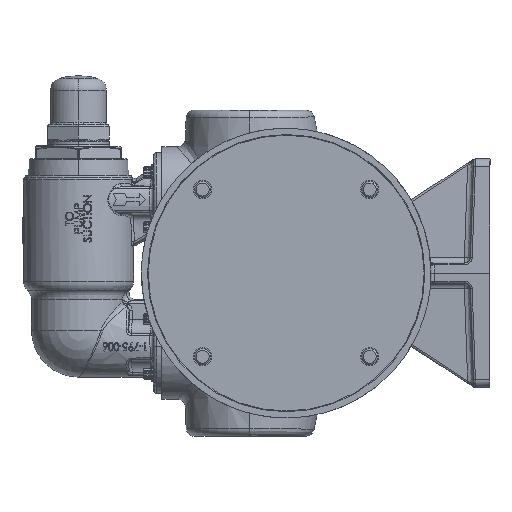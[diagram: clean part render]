
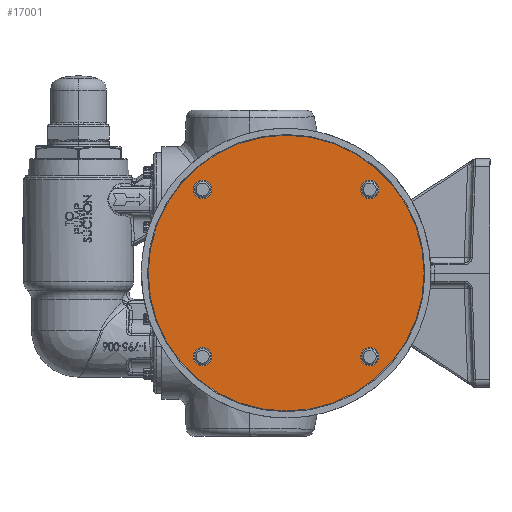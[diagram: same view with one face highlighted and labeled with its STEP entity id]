
A CAD part, left-side view. The second image highlights one B-rep face of the part: STEP entity #17001.
In plain terms, the highlighted planar face has unit normal (-1, 0, 0).
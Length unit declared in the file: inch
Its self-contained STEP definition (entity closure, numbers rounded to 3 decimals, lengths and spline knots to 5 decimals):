
#1043 = FACE_OUTER_BOUND ( 'NONE', #9739, .T. ) ;
#1621 = VERTEX_POINT ( 'NONE', #121910 ) ;
#1983 = CARTESIAN_POINT ( 'NONE',  ( -18.88, -2.56326, 2.28201 ) ) ;
#5759 = CARTESIAN_POINT ( 'NONE',  ( -18.88, 2.56326, 2.28201 ) ) ;
#7348 = AXIS2_PLACEMENT_3D ( 'NONE', #117964, #28109, #133059 ) ;
#9070 = EDGE_CURVE ( 'NONE', #112119, #126787, #134369, .T. ) ;
#9275 = EDGE_CURVE ( 'NONE', #1621, #32398, #35775, .T. ) ;
#9739 = EDGE_LOOP ( 'NONE', ( #159080, #166547 ) ) ;
#9799 = AXIS2_PLACEMENT_3D ( 'NONE', #29297, #134206, #44329 ) ;
#10333 = DIRECTION ( 'NONE',  ( 0., 0., 1. ) ) ;
#13648 = CIRCLE ( 'NONE', #166967, 0.28125 ) ;
#14533 = EDGE_CURVE ( 'NONE', #26610, #87645, #13648, .T. ) ;
#16757 = DIRECTION ( 'NONE',  ( -1., 0., 0. ) ) ;
#16847 = CIRCLE ( 'NONE', #64745, 0.28125 ) ;
#17001 = ADVANCED_FACE ( 'NONE', ( #160750, #40982, #120808, #81000, #1043 ), #75859, .T. ) ;
#17715 = CARTESIAN_POINT ( 'NONE',  ( -18.88, 0., -4.2305 ) ) ;
#19771 = CARTESIAN_POINT ( 'NONE',  ( -18.88, 2.56326, -2.84451 ) ) ;
#20370 = ORIENTED_EDGE ( 'NONE', *, *, #9275, .F. ) ;
#22008 = ORIENTED_EDGE ( 'NONE', *, *, #14533, .F. ) ;
#22662 = DIRECTION ( 'NONE',  ( -1., 0., 0. ) ) ;
#22805 = EDGE_CURVE ( 'NONE', #129143, #163432, #87687, .T. ) ;
#24115 = EDGE_LOOP ( 'NONE', ( #47503, #22008 ) ) ;
#26610 = VERTEX_POINT ( 'NONE', #37037 ) ;
#27539 = CARTESIAN_POINT ( 'NONE',  ( -18.88, 2.56326, -2.28201 ) ) ;
#27710 = ORIENTED_EDGE ( 'NONE', *, *, #128924, .F. ) ;
#28109 = DIRECTION ( 'NONE',  ( -1., 0., 0. ) ) ;
#29297 = CARTESIAN_POINT ( 'NONE',  ( -18.88, -2.56326, -2.56326 ) ) ;
#32398 = VERTEX_POINT ( 'NONE', #1983 ) ;
#35775 = CIRCLE ( 'NONE', #147388, 0.28125 ) ;
#36202 = EDGE_LOOP ( 'NONE', ( #20370, #66357 ) ) ;
#37037 = CARTESIAN_POINT ( 'NONE',  ( -18.88, -2.56326, -2.84451 ) ) ;
#39445 = CIRCLE ( 'NONE', #183184, 0.28125 ) ;
#40754 = ORIENTED_EDGE ( 'NONE', *, *, #125595, .F. ) ;
#40982 = FACE_BOUND ( 'NONE', #112756, .T. ) ;
#44329 = DIRECTION ( 'NONE',  ( 0., 0., 1. ) ) ;
#45238 = DIRECTION ( 'NONE',  ( -1., 0., 0. ) ) ;
#47503 = ORIENTED_EDGE ( 'NONE', *, *, #104173, .F. ) ;
#50094 = DIRECTION ( 'NONE',  ( -1., 0., 0. ) ) ;
#50563 = EDGE_CURVE ( 'NONE', #163432, #129143, #132684, .T. ) ;
#55691 = ORIENTED_EDGE ( 'NONE', *, *, #100955, .F. ) ;
#64745 = AXIS2_PLACEMENT_3D ( 'NONE', #76871, #181829, #91958 ) ;
#66357 = ORIENTED_EDGE ( 'NONE', *, *, #118548, .F. ) ;
#66928 = AXIS2_PLACEMENT_3D ( 'NONE', #78601, #183561, #93662 ) ;
#74079 = CARTESIAN_POINT ( 'NONE',  ( -18.88, 2.56326, -2.56326 ) ) ;
#75859 = PLANE ( 'NONE',  #123233 ) ;
#76871 = CARTESIAN_POINT ( 'NONE',  ( -18.88, 2.56326, 2.56326 ) ) ;
#77140 = CARTESIAN_POINT ( 'NONE',  ( -18.88, 0., 4.2305 ) ) ;
#78601 = CARTESIAN_POINT ( 'NONE',  ( -18.88, 2.56326, -2.56326 ) ) ;
#79109 = ORIENTED_EDGE ( 'NONE', *, *, #9070, .F. ) ;
#81000 = FACE_BOUND ( 'NONE', #24115, .T. ) ;
#82462 = CARTESIAN_POINT ( 'NONE',  ( -18.88, 0., 0. ) ) ;
#87645 = VERTEX_POINT ( 'NONE', #148962 ) ;
#87681 = AXIS2_PLACEMENT_3D ( 'NONE', #82462, #187464, #97497 ) ;
#87687 = CIRCLE ( 'NONE', #87681, 4.2305 ) ;
#89179 = DIRECTION ( 'NONE',  ( 0., 0., 1. ) ) ;
#91958 = DIRECTION ( 'NONE',  ( 0., 0., 1. ) ) ;
#93016 = VERTEX_POINT ( 'NONE', #5759 ) ;
#93662 = DIRECTION ( 'NONE',  ( 0., 0., 1. ) ) ;
#97497 = DIRECTION ( 'NONE',  ( 0., 0., 1. ) ) ;
#100264 = DIRECTION ( 'NONE',  ( -1., 0., 0. ) ) ;
#100955 = EDGE_CURVE ( 'NONE', #93016, #178163, #16847, .T. ) ;
#104173 = EDGE_CURVE ( 'NONE', #87645, #26610, #108628, .T. ) ;
#106665 = CARTESIAN_POINT ( 'NONE',  ( -18.88, 0., 0. ) ) ;
#108628 = CIRCLE ( 'NONE', #9799, 0.28125 ) ;
#112119 = VERTEX_POINT ( 'NONE', #27539 ) ;
#112618 = CARTESIAN_POINT ( 'NONE',  ( -18.88, -2.56326, 2.56326 ) ) ;
#112756 = EDGE_LOOP ( 'NONE', ( #27710, #55691 ) ) ;
#117964 = CARTESIAN_POINT ( 'NONE',  ( -18.88, -2.56326, 2.56326 ) ) ;
#118548 = EDGE_CURVE ( 'NONE', #32398, #1621, #153536, .T. ) ;
#120808 = FACE_BOUND ( 'NONE', #36202, .T. ) ;
#121700 = DIRECTION ( 'NONE',  ( 0., 0., 1. ) ) ;
#121910 = CARTESIAN_POINT ( 'NONE',  ( -18.88, -2.56326, 2.84451 ) ) ;
#123233 = AXIS2_PLACEMENT_3D ( 'NONE', #106665, #16757, #121700 ) ;
#123646 = AXIS2_PLACEMENT_3D ( 'NONE', #190230, #100264, #10333 ) ;
#125595 = EDGE_CURVE ( 'NONE', #126787, #112119, #39445, .T. ) ;
#126787 = VERTEX_POINT ( 'NONE', #19771 ) ;
#127642 = DIRECTION ( 'NONE',  ( 0., 0., 1. ) ) ;
#128924 = EDGE_CURVE ( 'NONE', #178163, #93016, #135589, .T. ) ;
#129143 = VERTEX_POINT ( 'NONE', #17715 ) ;
#132684 = CIRCLE ( 'NONE', #123646, 4.2305 ) ;
#133059 = DIRECTION ( 'NONE',  ( 0., 0., 1. ) ) ;
#134206 = DIRECTION ( 'NONE',  ( -1., 0., 0. ) ) ;
#134369 = CIRCLE ( 'NONE', #66928, 0.28125 ) ;
#135132 = CARTESIAN_POINT ( 'NONE',  ( -18.88, 2.56326, 2.56326 ) ) ;
#135589 = CIRCLE ( 'NONE', #137150, 0.28125 ) ;
#137150 = AXIS2_PLACEMENT_3D ( 'NONE', #135132, #45238, #150247 ) ;
#139962 = CARTESIAN_POINT ( 'NONE',  ( -18.88, -2.56326, -2.56326 ) ) ;
#147388 = AXIS2_PLACEMENT_3D ( 'NONE', #112618, #22662, #127642 ) ;
#148962 = CARTESIAN_POINT ( 'NONE',  ( -18.88, -2.56326, -2.28201 ) ) ;
#150247 = DIRECTION ( 'NONE',  ( 0., 0., 1. ) ) ;
#153536 = CIRCLE ( 'NONE', #7348, 0.28125 ) ;
#155067 = DIRECTION ( 'NONE',  ( 0., 0., 1. ) ) ;
#157325 = CARTESIAN_POINT ( 'NONE',  ( -18.88, 2.56326, 2.84451 ) ) ;
#159080 = ORIENTED_EDGE ( 'NONE', *, *, #50563, .T. ) ;
#160750 = FACE_BOUND ( 'NONE', #175673, .T. ) ;
#163432 = VERTEX_POINT ( 'NONE', #77140 ) ;
#166547 = ORIENTED_EDGE ( 'NONE', *, *, #22805, .T. ) ;
#166967 = AXIS2_PLACEMENT_3D ( 'NONE', #139962, #50094, #155067 ) ;
#175673 = EDGE_LOOP ( 'NONE', ( #79109, #40754 ) ) ;
#178163 = VERTEX_POINT ( 'NONE', #157325 ) ;
#179011 = DIRECTION ( 'NONE',  ( -1., 0., 0. ) ) ;
#181829 = DIRECTION ( 'NONE',  ( -1., 0., 0. ) ) ;
#183184 = AXIS2_PLACEMENT_3D ( 'NONE', #74079, #179011, #89179 ) ;
#183561 = DIRECTION ( 'NONE',  ( -1., 0., 0. ) ) ;
#187464 = DIRECTION ( 'NONE',  ( -1., 0., 0. ) ) ;
#190230 = CARTESIAN_POINT ( 'NONE',  ( -18.88, 0., 0. ) ) ;
